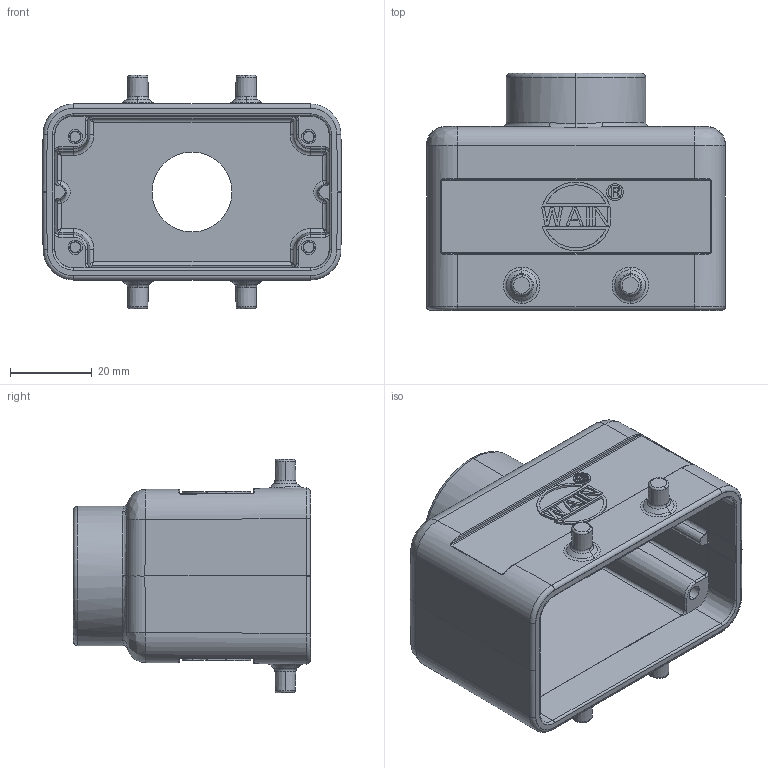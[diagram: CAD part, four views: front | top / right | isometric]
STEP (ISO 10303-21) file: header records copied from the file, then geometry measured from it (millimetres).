
FILE_DESCRIPTION((''),'2;1');
FILE_NAME('3D_1110104301002_H10B-TE-4B-M20','2020-08-26T',('lian.chen'),(''),'PRO/ENGINEER BY PARAMETRIC TECHNOLOGY CORPORATION, 2012480','PRO/ENGINEER BY PARAMETRIC TECHNOLOGY CORPORATION, 2012480','');
FILE_SCHEMA(('AUTOMOTIVE_DESIGN { 1 0 10303 214 1 1 1 1 }'));
Length unit declared in the file: millimetre
Products named in the file (1): 3D_1110104301002_H10B-TE-4B-M20
Bounding box: 73 x 58 x 57 mm (x, y, z)
Volume: 46875.5 mm3; surface area: 26619.6 mm2
Topology: 1 solids, 1 shells, 466 faces, 1135 edges, 707 vertices
Faces by surface type: plane 234, cylinder 84, bspline 68, cone 36, torus 32, extrusion 8, sphere 4
Entity records: 18587 total; most frequent: CARTESIAN_POINT 8101, ORIENTED_EDGE 2262, DIRECTION 1944, EDGE_CURVE 1131, VERTEX_POINT 707, VECTOR 674, LINE 666, AXIS2_PLACEMENT_3D 635
